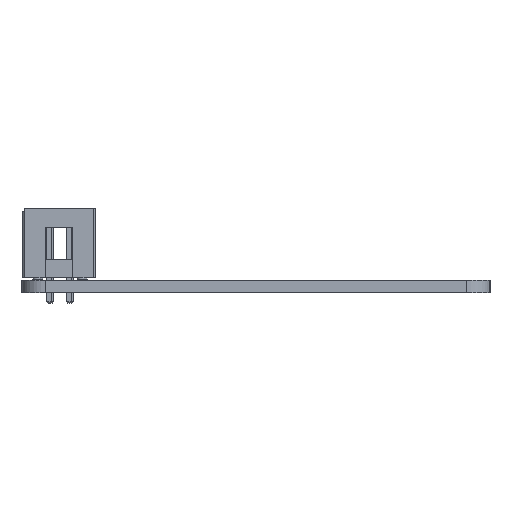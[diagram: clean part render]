
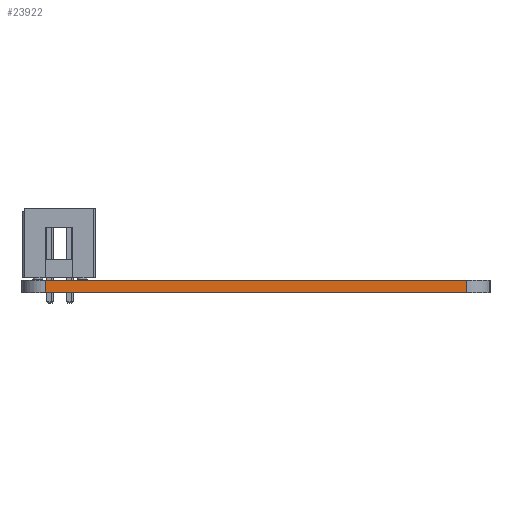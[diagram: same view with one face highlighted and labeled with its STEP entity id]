
A CAD part, left-side view. The second image highlights one B-rep face of the part: STEP entity #23922.
In plain terms, the highlighted planar face has unit normal (-1, 0, 0).
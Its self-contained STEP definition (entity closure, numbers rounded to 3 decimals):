
#18437 = PLANE('',#18438);
#18438 = AXIS2_PLACEMENT_3D('',#18439,#18440,#18441);
#18439 = CARTESIAN_POINT('',(0.,5.,1.6));
#18440 = DIRECTION('',(0.,0.,1.));
#18441 = DIRECTION('',(1.,0.,-0.));
#18465 = CYLINDRICAL_SURFACE('',#18466,3.);
#18466 = AXIS2_PLACEMENT_3D('',#18467,#18468,#18469);
#18467 = CARTESIAN_POINT('',(-81.,32.,0.));
#18468 = DIRECTION('',(-0.,-0.,-1.));
#18469 = DIRECTION('',(1.,0.,-0.));
#18491 = PLANE('',#18492);
#18492 = AXIS2_PLACEMENT_3D('',#18493,#18494,#18495);
#18493 = CARTESIAN_POINT('',(0.,5.,0.));
#18494 = DIRECTION('',(0.,0.,1.));
#18495 = DIRECTION('',(1.,0.,-0.));
#18586 = VERTEX_POINT('',#18587);
#18587 = CARTESIAN_POINT('',(-84.,32.,1.6));
#18609 = EDGE_CURVE('',#18610,#18586,#18612,.T.);
#18610 = VERTEX_POINT('',#18611);
#18611 = CARTESIAN_POINT('',(-84.,32.,0.));
#18612 = SURFACE_CURVE('',#18613,(#18617,#18624),.PCURVE_S1.);
#18613 = LINE('',#18614,#18615);
#18614 = CARTESIAN_POINT('',(-84.,32.,0.));
#18615 = VECTOR('',#18616,1.);
#18616 = DIRECTION('',(0.,0.,1.));
#18617 = PCURVE('',#18465,#18618);
#18618 = DEFINITIONAL_REPRESENTATION('',(#18619),#18623);
#18619 = LINE('',#18620,#18621);
#18620 = CARTESIAN_POINT('',(-3.142,0.));
#18621 = VECTOR('',#18622,1.);
#18622 = DIRECTION('',(-0.,-1.));
#18623 = ( GEOMETRIC_REPRESENTATION_CONTEXT(2) 
PARAMETRIC_REPRESENTATION_CONTEXT() REPRESENTATION_CONTEXT('2D SPACE',''
  ) );
#18624 = PCURVE('',#18625,#18630);
#18625 = PLANE('',#18626);
#18626 = AXIS2_PLACEMENT_3D('',#18627,#18628,#18629);
#18627 = CARTESIAN_POINT('',(-84.,32.,0.));
#18628 = DIRECTION('',(1.,0.,-0.));
#18629 = DIRECTION('',(0.,-1.,0.));
#18630 = DEFINITIONAL_REPRESENTATION('',(#18631),#18635);
#18631 = LINE('',#18632,#18633);
#18632 = CARTESIAN_POINT('',(0.,0.));
#18633 = VECTOR('',#18634,1.);
#18634 = DIRECTION('',(0.,-1.));
#18635 = ( GEOMETRIC_REPRESENTATION_CONTEXT(2) 
PARAMETRIC_REPRESENTATION_CONTEXT() REPRESENTATION_CONTEXT('2D SPACE',''
  ) );
#18664 = EDGE_CURVE('',#18610,#18665,#18667,.T.);
#18665 = VERTEX_POINT('',#18666);
#18666 = CARTESIAN_POINT('',(-84.,-22.,0.));
#18667 = SURFACE_CURVE('',#18668,(#18672,#18679),.PCURVE_S1.);
#18668 = LINE('',#18669,#18670);
#18669 = CARTESIAN_POINT('',(-84.,32.,0.));
#18670 = VECTOR('',#18671,1.);
#18671 = DIRECTION('',(0.,-1.,0.));
#18672 = PCURVE('',#18491,#18673);
#18673 = DEFINITIONAL_REPRESENTATION('',(#18674),#18678);
#18674 = LINE('',#18675,#18676);
#18675 = CARTESIAN_POINT('',(-84.,27.));
#18676 = VECTOR('',#18677,1.);
#18677 = DIRECTION('',(0.,-1.));
#18678 = ( GEOMETRIC_REPRESENTATION_CONTEXT(2) 
PARAMETRIC_REPRESENTATION_CONTEXT() REPRESENTATION_CONTEXT('2D SPACE',''
  ) );
#18679 = PCURVE('',#18625,#18680);
#18680 = DEFINITIONAL_REPRESENTATION('',(#18681),#18685);
#18681 = LINE('',#18682,#18683);
#18682 = CARTESIAN_POINT('',(0.,0.));
#18683 = VECTOR('',#18684,1.);
#18684 = DIRECTION('',(1.,0.));
#18685 = ( GEOMETRIC_REPRESENTATION_CONTEXT(2) 
PARAMETRIC_REPRESENTATION_CONTEXT() REPRESENTATION_CONTEXT('2D SPACE',''
  ) );
#18704 = CYLINDRICAL_SURFACE('',#18705,3.);
#18705 = AXIS2_PLACEMENT_3D('',#18706,#18707,#18708);
#18706 = CARTESIAN_POINT('',(-81.,-22.,0.));
#18707 = DIRECTION('',(-0.,-0.,-1.));
#18708 = DIRECTION('',(1.,0.,-0.));
#21510 = EDGE_CURVE('',#18586,#21511,#21513,.T.);
#21511 = VERTEX_POINT('',#21512);
#21512 = CARTESIAN_POINT('',(-84.,-22.,1.6));
#21513 = SURFACE_CURVE('',#21514,(#21518,#21525),.PCURVE_S1.);
#21514 = LINE('',#21515,#21516);
#21515 = CARTESIAN_POINT('',(-84.,32.,1.6));
#21516 = VECTOR('',#21517,1.);
#21517 = DIRECTION('',(0.,-1.,0.));
#21518 = PCURVE('',#18437,#21519);
#21519 = DEFINITIONAL_REPRESENTATION('',(#21520),#21524);
#21520 = LINE('',#21521,#21522);
#21521 = CARTESIAN_POINT('',(-84.,27.));
#21522 = VECTOR('',#21523,1.);
#21523 = DIRECTION('',(0.,-1.));
#21524 = ( GEOMETRIC_REPRESENTATION_CONTEXT(2) 
PARAMETRIC_REPRESENTATION_CONTEXT() REPRESENTATION_CONTEXT('2D SPACE',''
  ) );
#21525 = PCURVE('',#18625,#21526);
#21526 = DEFINITIONAL_REPRESENTATION('',(#21527),#21531);
#21527 = LINE('',#21528,#21529);
#21528 = CARTESIAN_POINT('',(0.,-1.6));
#21529 = VECTOR('',#21530,1.);
#21530 = DIRECTION('',(1.,0.));
#21531 = ( GEOMETRIC_REPRESENTATION_CONTEXT(2) 
PARAMETRIC_REPRESENTATION_CONTEXT() REPRESENTATION_CONTEXT('2D SPACE',''
  ) );
#23922 = ADVANCED_FACE('',(#23923),#18625,.F.);
#23923 = FACE_BOUND('',#23924,.F.);
#23924 = EDGE_LOOP('',(#23925,#23926,#23927,#23948));
#23925 = ORIENTED_EDGE('',*,*,#18609,.T.);
#23926 = ORIENTED_EDGE('',*,*,#21510,.T.);
#23927 = ORIENTED_EDGE('',*,*,#23928,.F.);
#23928 = EDGE_CURVE('',#18665,#21511,#23929,.T.);
#23929 = SURFACE_CURVE('',#23930,(#23934,#23941),.PCURVE_S1.);
#23930 = LINE('',#23931,#23932);
#23931 = CARTESIAN_POINT('',(-84.,-22.,0.));
#23932 = VECTOR('',#23933,1.);
#23933 = DIRECTION('',(0.,0.,1.));
#23934 = PCURVE('',#18625,#23935);
#23935 = DEFINITIONAL_REPRESENTATION('',(#23936),#23940);
#23936 = LINE('',#23937,#23938);
#23937 = CARTESIAN_POINT('',(54.,0.));
#23938 = VECTOR('',#23939,1.);
#23939 = DIRECTION('',(0.,-1.));
#23940 = ( GEOMETRIC_REPRESENTATION_CONTEXT(2) 
PARAMETRIC_REPRESENTATION_CONTEXT() REPRESENTATION_CONTEXT('2D SPACE',''
  ) );
#23941 = PCURVE('',#18704,#23942);
#23942 = DEFINITIONAL_REPRESENTATION('',(#23943),#23947);
#23943 = LINE('',#23944,#23945);
#23944 = CARTESIAN_POINT('',(-3.142,0.));
#23945 = VECTOR('',#23946,1.);
#23946 = DIRECTION('',(-0.,-1.));
#23947 = ( GEOMETRIC_REPRESENTATION_CONTEXT(2) 
PARAMETRIC_REPRESENTATION_CONTEXT() REPRESENTATION_CONTEXT('2D SPACE',''
  ) );
#23948 = ORIENTED_EDGE('',*,*,#18664,.F.);
